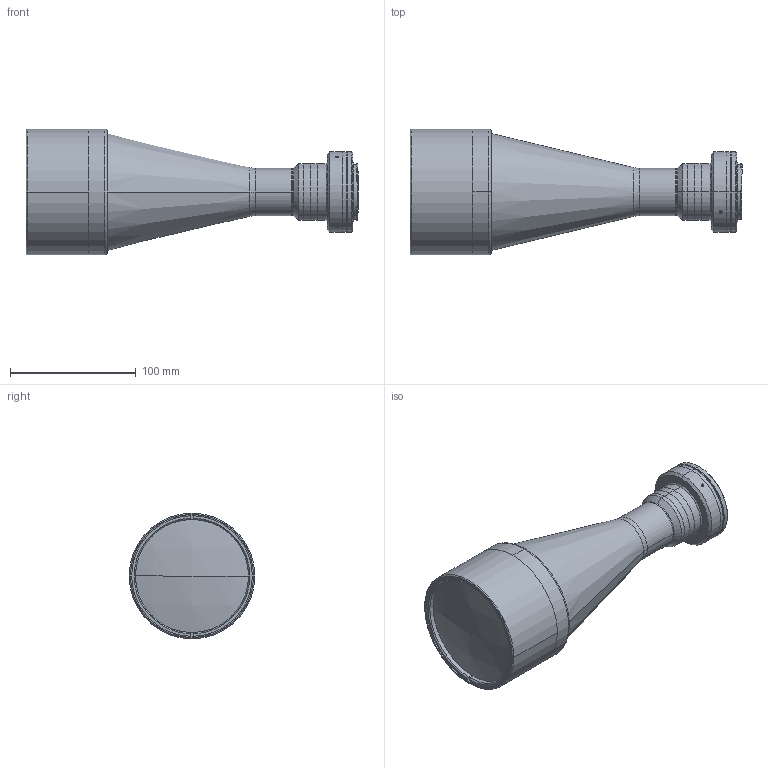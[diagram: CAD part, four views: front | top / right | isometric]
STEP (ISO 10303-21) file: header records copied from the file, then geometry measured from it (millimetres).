
FILE_DESCRIPTION (( 'STEP AP203' ), '1' );
FILE_NAME ('DP32091-A_TC10M064-F.step', '2022-12-06T16:52:21', ( '' ), ( '' ), 'SwSTEP 2.0', 'SolidWorks 2021', '' );
FILE_SCHEMA (( 'CONFIG_CONTROL_DESIGN' ));
Length unit declared in the file: millimetre
Products named in the file (1): DP32091-A_TC10M064-F
Bounding box: 264.09 x 100 x 100 mm (x, y, z)
Surface area: 87202.6 mm2 (no closed solid volume)
Topology: 0 solids, 19 shells, 128 faces, 369 edges, 259 vertices
Faces by surface type: cylinder 59, plane 37, cone 24, torus 6, sphere 2
Entity records: 4540 total; most frequent: CARTESIAN_POINT 1015, DIRECTION 803, ORIENTED_EDGE 584, EDGE_CURVE 369, AXIS2_PLACEMENT_3D 327, VERTEX_POINT 259, CIRCLE 198, EDGE_LOOP 155
